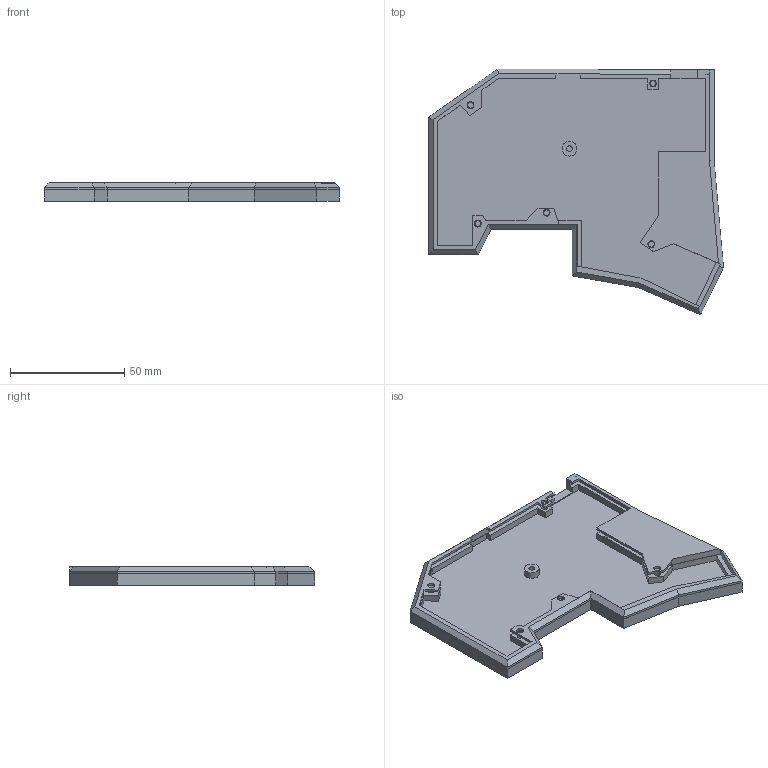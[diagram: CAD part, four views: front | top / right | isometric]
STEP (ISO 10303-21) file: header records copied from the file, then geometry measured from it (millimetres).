
FILE_DESCRIPTION(/* description */ ('KiCad electronic assembly'),/* implementation_level */ '2;1');
FILE_NAME(/* name */ 'ErgoDecks v7.step',/* time_stamp */ '2025-06-02T11:58:37-04:00',/* author */ (''),/* organization */ (''),/* preprocessor_version */ 'ST-DEVELOPER v20.1',/* originating_system */ 'Autodesk Translation Framework v14.10.0.0',/* authorisation */ '');
FILE_SCHEMA (('AUTOMOTIVE_DESIGN { 1 0 10303 214 3 1 1 }'));
Length unit declared in the file: millimetre
Products named in the file (1): ErgoDecks 1
Bounding box: 128.89 x 107.36 x 8 mm (x, y, z)
Volume: 32912.8 mm3; surface area: 34314.5 mm2
Topology: 3 solids, 3 shells, 176 faces, 475 edges, 309 vertices
Faces by surface type: plane 164, cylinder 12
Full cylindrical faces by diameter (mm): 2.529 x6, 3 x5, 6.436 x1
Entity records: 5454 total; most frequent: CARTESIAN_POINT 961, ORIENTED_EDGE 950, DIRECTION 853, EDGE_CURVE 475, LINE 451, VECTOR 451, VERTEX_POINT 309, AXIS2_PLACEMENT_3D 201
